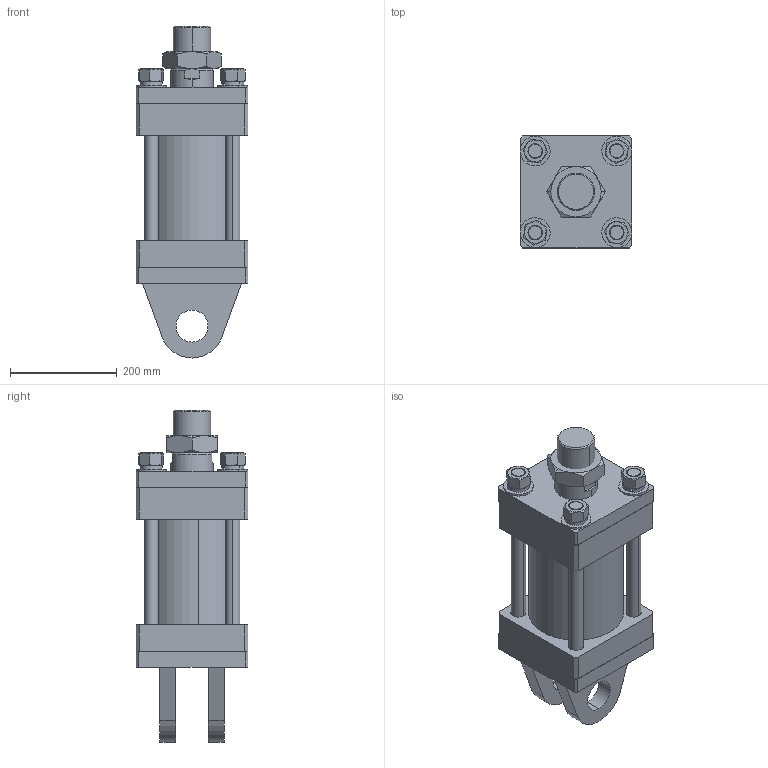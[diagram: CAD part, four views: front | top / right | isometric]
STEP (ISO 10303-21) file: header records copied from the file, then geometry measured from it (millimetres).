
FILE_DESCRIPTION (( 'STEP AP203' ), '1' );
FILE_NAME ('HOB-150-80-100-CB.STEP', '2021-04-27T08:33:15', ( '微软用户' ), ( '微软中国' ), 'SwSTEP 2.0', 'SolidWorks 2012', '' );
FILE_SCHEMA (( 'CONFIG_CONTROL_DESIGN' ));
Length unit declared in the file: millimetre
Products named in the file (12): plain washers--product grade c gb_GB_FASTENER_WASHER_SMWC 30; HOB-150-80-100活塞杆; HOB-150-80-100-FB嶺裝; HOB-150-80-100楊擘; HOB-150-80-100前盖; HOB-150-80-100綴裔; HOB-150-80-100掛极; spring lock washers--normal type gb_GB_FASTENER_WASHER_SW 27; hex nuts, style 1-grades ab gb_GB_FASTENER_NUT_SNAB1  B M27-N; HOB-150-80-100-CB楊擘; hex thin nuts grades ab gb_GB_FASTENER_NUT_STNABTT  B M64X4.0-C; HOB-150-80-100-CB
Assembly tree (23 placements, depth 2):
  HOB-150-80-100-CB
    HOB-150-80-100楊擘
    HOB-150-80-100前盖
    HOB-150-80-100綴裔
    HOB-150-80-100掛极
    HOB-150-80-100活塞杆
    HOB-150-80-100-FB嶺裝  x4
    plain washers--product grade c gb_GB_FASTENER_WASHER_SMWC 30  x4
    spring lock washers--normal type gb_GB_FASTENER_WASHER_SW 27  x4
    hex nuts, style 1-grades ab gb_GB_FASTENER_NUT_SNAB1  B M27-N  x4
    HOB-150-80-100-CB楊擘
    hex thin nuts grades ab gb_GB_FASTENER_NUT_STNABTT  B M64X4.0-C
Bounding box: 210 x 210 x 623 mm (x, y, z)
Volume: 12960938 mm3; surface area: 1241120.3 mm2
Topology: 23 solids, 23 shells, 358 faces, 818 edges, 517 vertices
Faces by surface type: cylinder 138, plane 131, cone 77, torus 12
Entity records: 8963 total; most frequent: CARTESIAN_POINT 1716, DIRECTION 1281, ORIENTED_EDGE 1096, EDGE_CURVE 548, AXIS2_PLACEMENT_3D 516, VERTEX_POINT 349, EDGE_LOOP 295, CIRCLE 258
